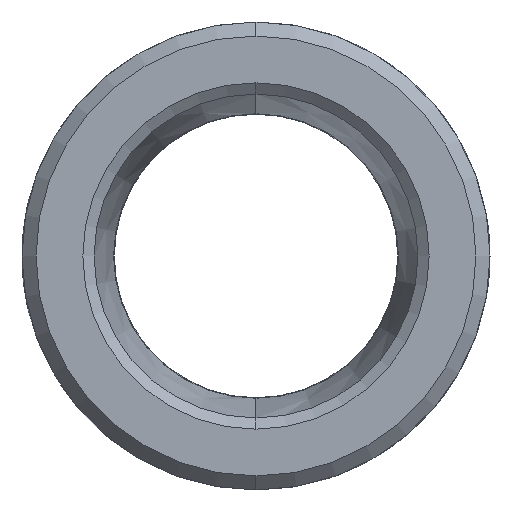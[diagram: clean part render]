
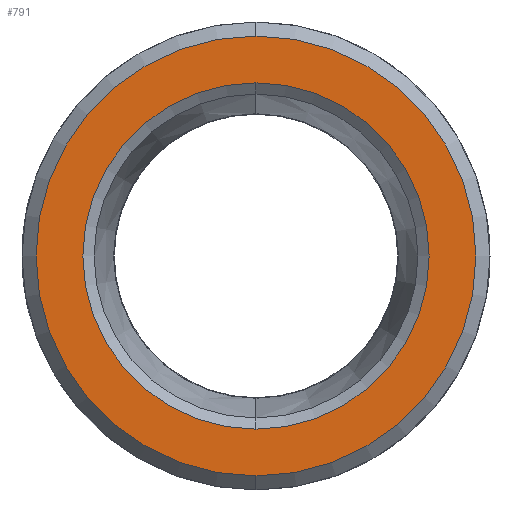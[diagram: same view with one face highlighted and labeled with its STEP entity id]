
A CAD part, left-side view. The second image highlights one B-rep face of the part: STEP entity #791.
In plain terms, the highlighted planar face has unit normal (-1, 0, 0).
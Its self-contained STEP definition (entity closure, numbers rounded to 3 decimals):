
#19=PLANE('',#924);
#24=FACE_BOUND('',#188,.T.);
#133=FACE_OUTER_BOUND('',#187,.T.);
#187=EDGE_LOOP('',(#644,#645));
#188=EDGE_LOOP('',(#646,#647));
#288=CIRCLE('',#904,18.5);
#289=CIRCLE('',#906,23.5);
#299=CIRCLE('',#923,23.5);
#300=CIRCLE('',#925,18.5);
#367=VERTEX_POINT('',#1875);
#368=VERTEX_POINT('',#1877);
#369=VERTEX_POINT('',#1881);
#370=VERTEX_POINT('',#1882);
#468=EDGE_CURVE('',#367,#368,#288,.T.);
#470=EDGE_CURVE('',#369,#370,#289,.T.);
#482=EDGE_CURVE('',#370,#369,#299,.T.);
#483=EDGE_CURVE('',#368,#367,#300,.T.);
#644=ORIENTED_EDGE('',*,*,#482,.T.);
#645=ORIENTED_EDGE('',*,*,#470,.T.);
#646=ORIENTED_EDGE('',*,*,#483,.F.);
#647=ORIENTED_EDGE('',*,*,#468,.F.);
#791=ADVANCED_FACE('',(#133,#24),#19,.F.);
#904=AXIS2_PLACEMENT_3D('',#1878,#1133,#1134);
#906=AXIS2_PLACEMENT_3D('',#1883,#1138,#1139);
#923=AXIS2_PLACEMENT_3D('',#1904,#1174,#1175);
#924=AXIS2_PLACEMENT_3D('',#1905,#1176,#1177);
#925=AXIS2_PLACEMENT_3D('',#1906,#1178,#1179);
#1133=DIRECTION('center_axis',(-1.,0.,0.));
#1134=DIRECTION('ref_axis',(0.,0.,1.));
#1138=DIRECTION('center_axis',(-1.,0.,0.));
#1139=DIRECTION('ref_axis',(0.,0.,1.));
#1174=DIRECTION('center_axis',(-1.,0.,0.));
#1175=DIRECTION('ref_axis',(0.,0.,1.));
#1176=DIRECTION('center_axis',(1.,0.,0.));
#1177=DIRECTION('ref_axis',(0.,0.,-1.));
#1178=DIRECTION('center_axis',(-1.,0.,0.));
#1179=DIRECTION('ref_axis',(0.,0.,1.));
#1875=CARTESIAN_POINT('',(-29.5,0.,-18.5));
#1877=CARTESIAN_POINT('',(-29.5,0.,18.5));
#1878=CARTESIAN_POINT('Origin',(-29.5,0.,0.));
#1881=CARTESIAN_POINT('',(-29.5,0.,23.5));
#1882=CARTESIAN_POINT('',(-29.5,0.,-23.5));
#1883=CARTESIAN_POINT('Origin',(-29.5,0.,0.));
#1904=CARTESIAN_POINT('Origin',(-29.5,0.,0.));
#1905=CARTESIAN_POINT('Origin',(-29.5,-25.85,25.85));
#1906=CARTESIAN_POINT('Origin',(-29.5,0.,0.));
